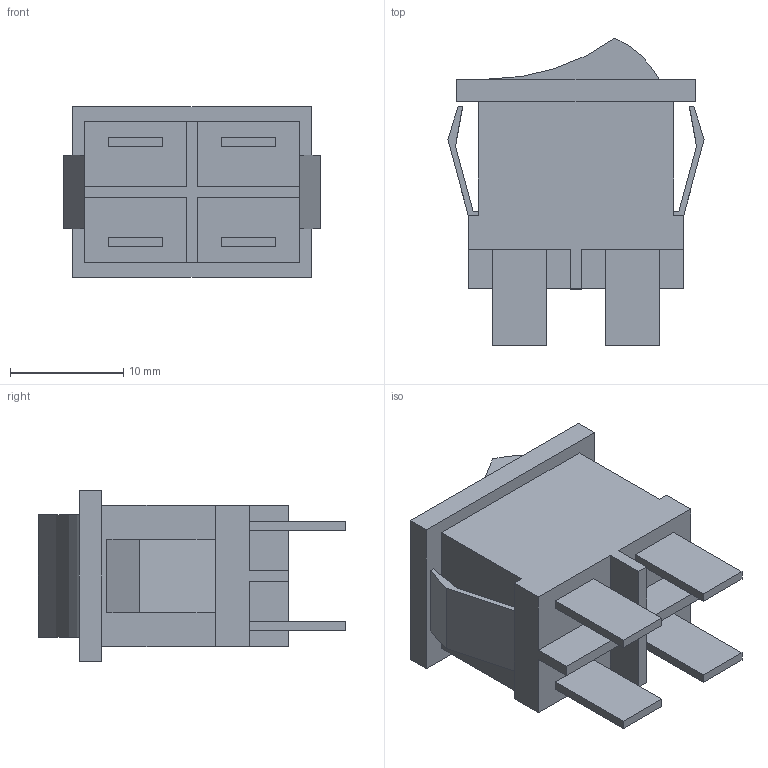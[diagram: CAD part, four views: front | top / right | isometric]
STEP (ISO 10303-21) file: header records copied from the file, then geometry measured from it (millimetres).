
FILE_DESCRIPTION(('STEP AP242'),'1');
FILE_NAME('a8l-11-12n1.stp','2022-11-04T11:16:35',('TraceParts'),('TraceParts S.A.'),'Spatial InterOp 3D',' ',' ');
FILE_SCHEMA(('AP242_MANAGED_MODEL_BASED_3D_ENGINEERING_MIM_LF {1 0 10303 442 1 1 4}'));
Length unit declared in the file: millimetre
Products named in the file (1): a8l-11-12n1
Bounding box: 22.6 x 27.1 x 15 mm (x, y, z)
Volume: 4031.1 mm3; surface area: 2540.6 mm2
Topology: 1 solids, 1 shells, 69 faces, 179 edges, 118 vertices
Faces by surface type: plane 67, cylinder 2
Entity records: 2080 total; most frequent: CARTESIAN_POINT 367, ORIENTED_EDGE 358, DIRECTION 323, EDGE_CURVE 179, LINE 175, VECTOR 175, VERTEX_POINT 118, EDGE_LOOP 75
